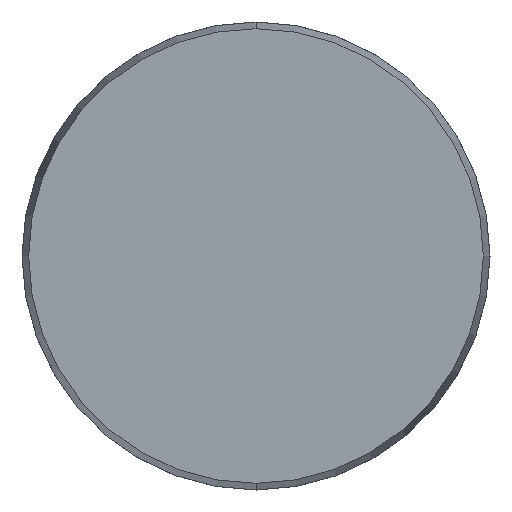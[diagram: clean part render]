
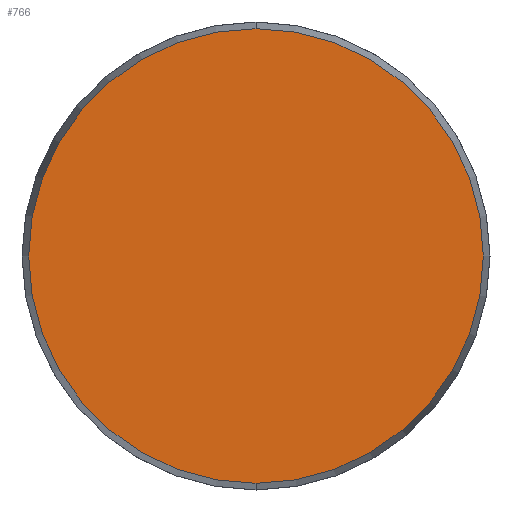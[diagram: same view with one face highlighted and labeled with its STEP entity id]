
A CAD part, front view. The second image highlights one B-rep face of the part: STEP entity #766.
In plain terms, the highlighted planar face has unit normal (0, -1, 0).
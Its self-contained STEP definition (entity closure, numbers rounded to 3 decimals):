
#62 = CARTESIAN_POINT ( 'NONE',  ( 0., 0., 0. ) ) ;
#107 = EDGE_CURVE ( 'NONE', #893, #262, #1096, .T. ) ;
#262 = VERTEX_POINT ( 'NONE', #910 ) ;
#327 = DIRECTION ( 'NONE',  ( 0., -1., 0. ) ) ;
#412 = FACE_OUTER_BOUND ( 'NONE', #1059, .T. ) ;
#421 = CARTESIAN_POINT ( 'NONE',  ( 0., 0., -29.143 ) ) ;
#520 = AXIS2_PLACEMENT_3D ( 'NONE', #62, #1249, #1046 ) ;
#575 = CIRCLE ( 'NONE', #1092, 29.143 ) ;
#766 = ADVANCED_FACE ( 'NONE', ( #412 ), #1123, .F. ) ;
#790 = DIRECTION ( 'NONE',  ( 0., 0., 1. ) ) ;
#884 = ORIENTED_EDGE ( 'NONE', *, *, #107, .T. ) ;
#893 = VERTEX_POINT ( 'NONE', #421 ) ;
#904 = EDGE_CURVE ( 'NONE', #262, #893, #575, .T. ) ;
#910 = CARTESIAN_POINT ( 'NONE',  ( 0., 0., 29.143 ) ) ;
#1046 = DIRECTION ( 'NONE',  ( 0., 0., -1. ) ) ;
#1059 = EDGE_LOOP ( 'NONE', ( #1076, #884 ) ) ;
#1076 = ORIENTED_EDGE ( 'NONE', *, *, #904, .T. ) ;
#1092 = AXIS2_PLACEMENT_3D ( 'NONE', #1255, #327, #1133 ) ;
#1096 = CIRCLE ( 'NONE', #520, 29.143 ) ;
#1123 = PLANE ( 'NONE',  #1271 ) ;
#1133 = DIRECTION ( 'NONE',  ( 0., 0., -1. ) ) ;
#1205 = CARTESIAN_POINT ( 'NONE',  ( -29.143, 0., 0. ) ) ;
#1213 = DIRECTION ( 'NONE',  ( 0., 1., 0. ) ) ;
#1249 = DIRECTION ( 'NONE',  ( 0., -1., 0. ) ) ;
#1255 = CARTESIAN_POINT ( 'NONE',  ( 0., 0., 0. ) ) ;
#1271 = AXIS2_PLACEMENT_3D ( 'NONE', #1205, #1213, #790 ) ;
